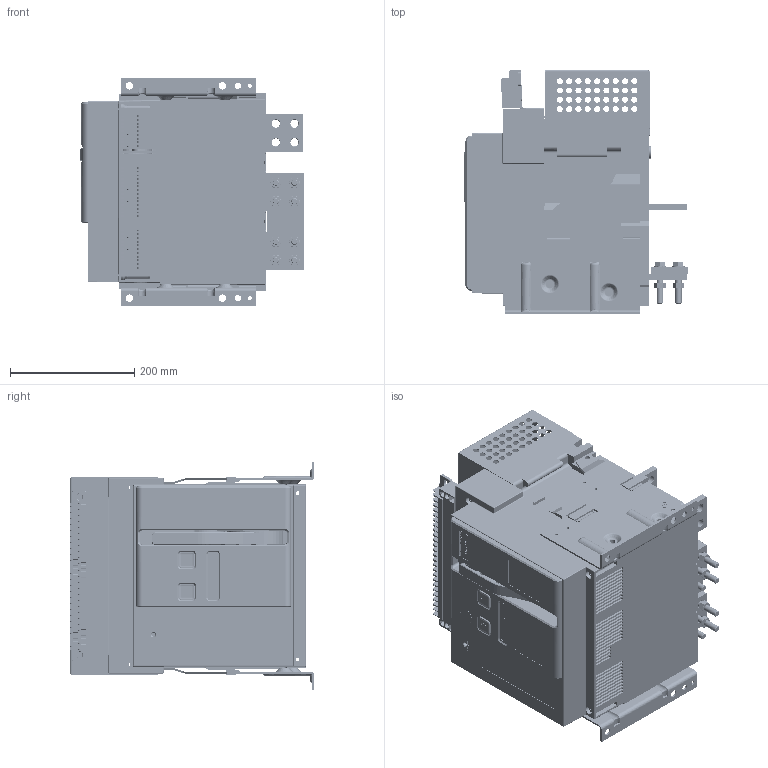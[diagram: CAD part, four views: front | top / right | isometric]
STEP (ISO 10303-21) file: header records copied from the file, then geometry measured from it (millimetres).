
FILE_DESCRIPTION((''),'2;1');
FILE_NAME('CDWNEGZ-2500-800-3PFH_SW0001','2024-09-09T',('zhongyao.huang'),(''),'PRO/ENGINEER BY PARAMETRIC TECHNOLOGY CORPORATION, 2015440','PRO/ENGINEER BY PARAMETRIC TECHNOLOGY CORPORATION, 2015440','');
FILE_SCHEMA(('CONFIG_CONTROL_DESIGN'));
Products named in the file (1): CDWNEGZ-2500-800-3PFH_SW0001
Bounding box: 359.93 x 393 x 368 mm (x, y, z)
Volume: 14415235.3 mm3; surface area: 2228375.3 mm2
Topology: 11 solids, 28 shells, 6654 faces, 18592 edges, 12079 vertices
Faces by surface type: plane 4338, cylinder 1599, cone 364, extrusion 134, torus 128, bspline 78, sphere 13
Entity records: 237756 total; most frequent: CARTESIAN_POINT 63917, ORIENTED_EDGE 37184, DIRECTION 34567, EDGE_CURVE 18592, VECTOR 13931, LINE 13797, VERTEX_POINT 12079, AXIS2_PLACEMENT_3D 10318
